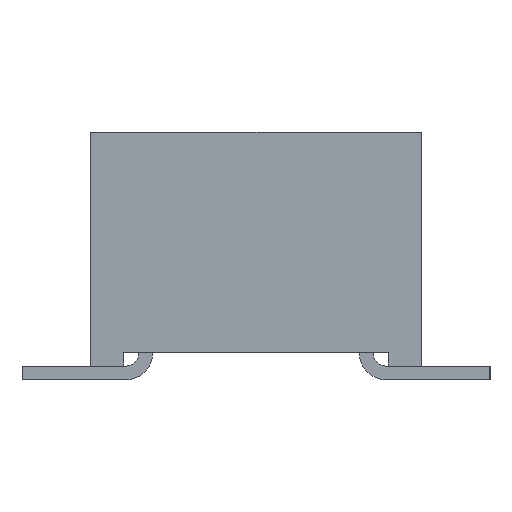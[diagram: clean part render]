
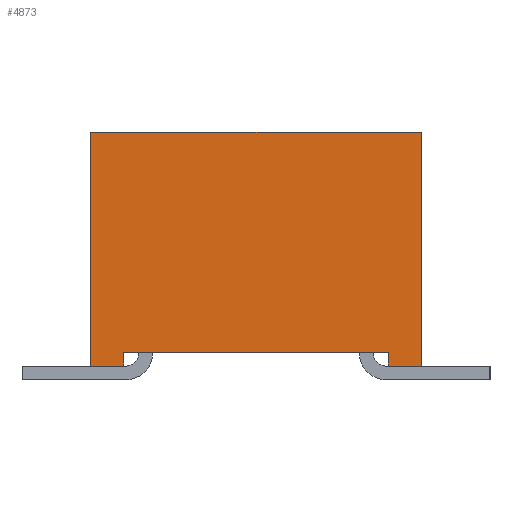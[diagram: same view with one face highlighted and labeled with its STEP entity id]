
A CAD part, left-side view. The second image highlights one B-rep face of the part: STEP entity #4873.
In plain terms, the highlighted planar face has unit normal (-1, 0, 0).
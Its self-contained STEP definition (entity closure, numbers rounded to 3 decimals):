
#4873 = ADVANCED_FACE('',(#4874),#4940,.F.);
#4874 = FACE_BOUND('',#4875,.T.);
#4875 = EDGE_LOOP('',(#4876,#4886,#4894,#4902,#4910,#4918,#4926,#4934));
#4876 = ORIENTED_EDGE('',*,*,#4877,.T.);
#4877 = EDGE_CURVE('',#4878,#4880,#4882,.T.);
#4878 = VERTEX_POINT('',#4879);
#4879 = CARTESIAN_POINT('',(-11.646,-1.219,0.277));
#4880 = VERTEX_POINT('',#4881);
#4881 = CARTESIAN_POINT('',(-11.646,-1.219,0.15));
#4882 = LINE('',#4883,#4884);
#4883 = CARTESIAN_POINT('',(-11.646,-1.219,0.277));
#4884 = VECTOR('',#4885,1.);
#4885 = DIRECTION('',(0.,0.,-1.));
#4886 = ORIENTED_EDGE('',*,*,#4887,.T.);
#4887 = EDGE_CURVE('',#4880,#4888,#4890,.T.);
#4888 = VERTEX_POINT('',#4889);
#4889 = CARTESIAN_POINT('',(-11.646,-1.524,0.15));
#4890 = LINE('',#4891,#4892);
#4891 = CARTESIAN_POINT('',(-11.646,1.524,0.15));
#4892 = VECTOR('',#4893,1.);
#4893 = DIRECTION('',(0.,-1.,0.));
#4894 = ORIENTED_EDGE('',*,*,#4895,.F.);
#4895 = EDGE_CURVE('',#4896,#4888,#4898,.T.);
#4896 = VERTEX_POINT('',#4897);
#4897 = CARTESIAN_POINT('',(-11.646,-1.524,2.309));
#4898 = LINE('',#4899,#4900);
#4899 = CARTESIAN_POINT('',(-11.646,-1.524,2.309));
#4900 = VECTOR('',#4901,1.);
#4901 = DIRECTION('',(0.,0.,-1.));
#4902 = ORIENTED_EDGE('',*,*,#4903,.F.);
#4903 = EDGE_CURVE('',#4904,#4896,#4906,.T.);
#4904 = VERTEX_POINT('',#4905);
#4905 = CARTESIAN_POINT('',(-11.646,1.524,2.309));
#4906 = LINE('',#4907,#4908);
#4907 = CARTESIAN_POINT('',(-11.646,1.524,2.309));
#4908 = VECTOR('',#4909,1.);
#4909 = DIRECTION('',(0.,-1.,0.));
#4910 = ORIENTED_EDGE('',*,*,#4911,.T.);
#4911 = EDGE_CURVE('',#4904,#4912,#4914,.T.);
#4912 = VERTEX_POINT('',#4913);
#4913 = CARTESIAN_POINT('',(-11.646,1.524,0.15));
#4914 = LINE('',#4915,#4916);
#4915 = CARTESIAN_POINT('',(-11.646,1.524,2.309));
#4916 = VECTOR('',#4917,1.);
#4917 = DIRECTION('',(0.,0.,-1.));
#4918 = ORIENTED_EDGE('',*,*,#4919,.T.);
#4919 = EDGE_CURVE('',#4912,#4920,#4922,.T.);
#4920 = VERTEX_POINT('',#4921);
#4921 = CARTESIAN_POINT('',(-11.646,1.219,0.15));
#4922 = LINE('',#4923,#4924);
#4923 = CARTESIAN_POINT('',(-11.646,1.524,0.15));
#4924 = VECTOR('',#4925,1.);
#4925 = DIRECTION('',(0.,-1.,0.));
#4926 = ORIENTED_EDGE('',*,*,#4927,.T.);
#4927 = EDGE_CURVE('',#4920,#4928,#4930,.T.);
#4928 = VERTEX_POINT('',#4929);
#4929 = CARTESIAN_POINT('',(-11.646,1.219,0.277));
#4930 = LINE('',#4931,#4932);
#4931 = CARTESIAN_POINT('',(-11.646,1.219,0.023));
#4932 = VECTOR('',#4933,1.);
#4933 = DIRECTION('',(0.,0.,1.));
#4934 = ORIENTED_EDGE('',*,*,#4935,.T.);
#4935 = EDGE_CURVE('',#4928,#4878,#4936,.T.);
#4936 = LINE('',#4937,#4938);
#4937 = CARTESIAN_POINT('',(-11.646,1.219,0.277));
#4938 = VECTOR('',#4939,1.);
#4939 = DIRECTION('',(0.,-1.,0.));
#4940 = PLANE('',#4941);
#4941 = AXIS2_PLACEMENT_3D('',#4942,#4943,#4944);
#4942 = CARTESIAN_POINT('',(-11.646,1.524,2.309));
#4943 = DIRECTION('',(1.,0.,0.));
#4944 = DIRECTION('',(0.,1.,0.));
